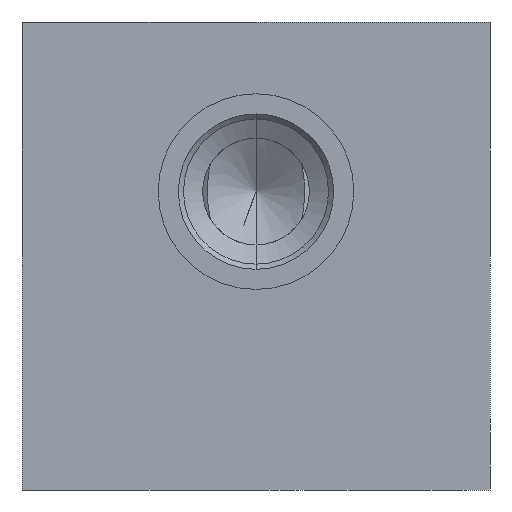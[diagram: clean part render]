
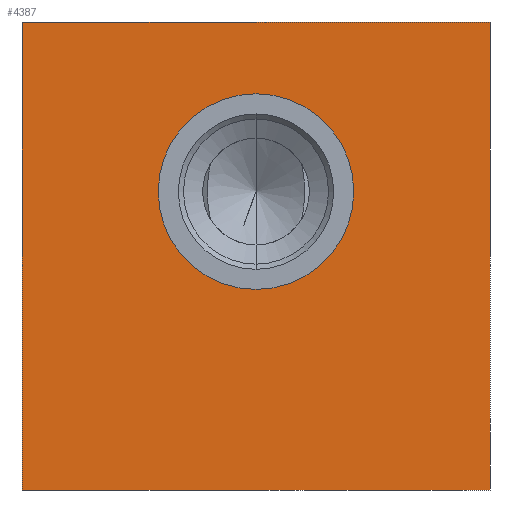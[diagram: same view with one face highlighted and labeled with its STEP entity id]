
A CAD part, left-side view. The second image highlights one B-rep face of the part: STEP entity #4387.
In plain terms, the highlighted planar face has unit normal (-1, 0, 0).
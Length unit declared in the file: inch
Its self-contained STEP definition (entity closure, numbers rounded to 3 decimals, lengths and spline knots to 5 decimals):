
#1=DIRECTION('',(0.,-1.,0.));
#2=VECTOR('',#1,5.);
#3=CARTESIAN_POINT('',(0.,0.,0.));
#4=LINE('',#3,#2);
#47=DIRECTION('',(0.,0.,1.));
#48=VECTOR('',#47,5.);
#49=CARTESIAN_POINT('',(0.,0.,0.));
#50=LINE('',#49,#48);
#51=CARTESIAN_POINT('',(0.,-2.5,3.188));
#52=DIRECTION('',(1.,0.,0.));
#53=DIRECTION('',(0.,0.,-1.));
#54=AXIS2_PLACEMENT_3D('',#51,#52,#53);
#56=CARTESIAN_POINT('',(0.,-2.5,3.188));
#57=DIRECTION('',(1.,0.,0.));
#58=DIRECTION('',(0.,0.,1.));
#59=AXIS2_PLACEMENT_3D('',#56,#57,#58);
#119=DIRECTION('',(0.,0.,1.));
#120=VECTOR('',#119,5.);
#121=CARTESIAN_POINT('',(0.,-5.,0.));
#122=LINE('',#121,#120);
#143=DIRECTION('',(0.,-1.,0.));
#144=VECTOR('',#143,5.);
#145=CARTESIAN_POINT('',(0.,0.,5.));
#146=LINE('',#145,#144);
#3811=CARTESIAN_POINT('',(0.,0.,0.));
#3812=CARTESIAN_POINT('',(0.,-5.,0.));
#3813=VERTEX_POINT('',#3811);
#3814=VERTEX_POINT('',#3812);
#3819=CARTESIAN_POINT('',(0.,0.,5.));
#3820=CARTESIAN_POINT('',(0.,-5.,5.));
#3821=VERTEX_POINT('',#3819);
#3822=VERTEX_POINT('',#3820);
#4083=CARTESIAN_POINT('',(0.,-2.5,2.143));
#4084=CARTESIAN_POINT('',(0.,-2.5,4.233));
#4085=VERTEX_POINT('',#4083);
#4086=VERTEX_POINT('',#4084);
#4367=CARTESIAN_POINT('',(0.,0.,0.));
#4368=DIRECTION('',(-1.,0.,0.));
#4369=DIRECTION('',(0.,-1.,0.));
#4370=AXIS2_PLACEMENT_3D('',#4367,#4368,#4369);
#4371=PLANE('',#4370);
#4372=ORIENTED_EDGE('',*,*,#4338,.F.);
#4374=ORIENTED_EDGE('',*,*,#4373,.T.);
#4376=ORIENTED_EDGE('',*,*,#4375,.T.);
#4378=ORIENTED_EDGE('',*,*,#4377,.F.);
#4379=EDGE_LOOP('',(#4372,#4374,#4376,#4378));
#4380=FACE_OUTER_BOUND('',#4379,.F.);
#4382=ORIENTED_EDGE('',*,*,#4381,.F.);
#4384=ORIENTED_EDGE('',*,*,#4383,.F.);
#4385=EDGE_LOOP('',(#4382,#4384));
#4386=FACE_BOUND('',#4385,.F.);
#4387=ADVANCED_FACE('',(#4380,#4386),#4371,.T.);
#55=CIRCLE('',#54,1.045);
#60=CIRCLE('',#59,1.045);
#4338=EDGE_CURVE('',#3813,#3814,#4,.T.);
#4373=EDGE_CURVE('',#3813,#3821,#50,.T.);
#4375=EDGE_CURVE('',#3821,#3822,#146,.T.);
#4377=EDGE_CURVE('',#3814,#3822,#122,.T.);
#4381=EDGE_CURVE('',#4085,#4086,#55,.T.);
#4383=EDGE_CURVE('',#4086,#4085,#60,.T.);
